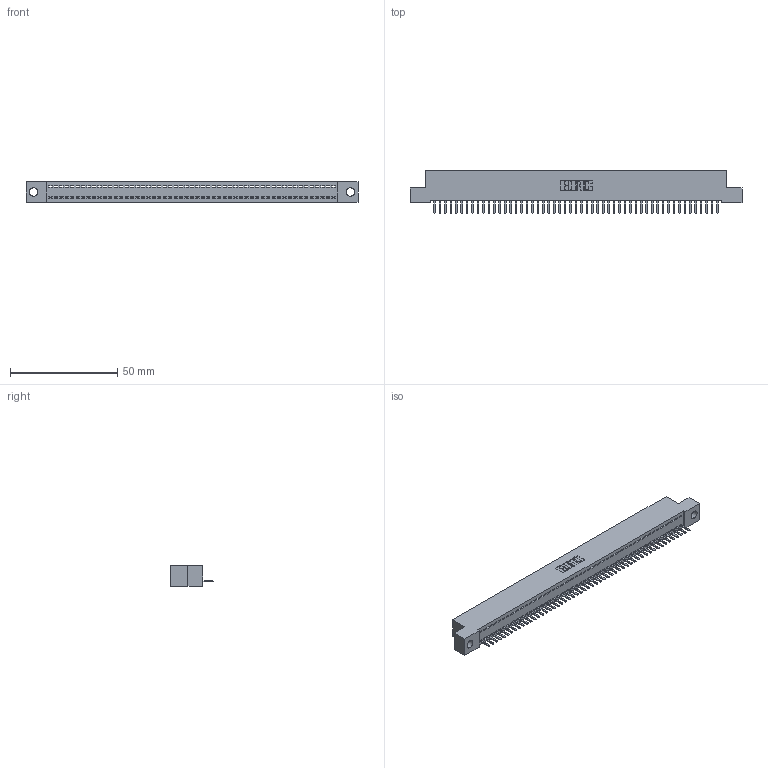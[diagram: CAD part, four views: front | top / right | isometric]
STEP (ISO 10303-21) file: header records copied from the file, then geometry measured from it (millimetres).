
FILE_DESCRIPTION (( 'STEP AP203' ), '1' );
FILE_NAME ('392-053-520-104.STEP', '2018-08-17T06:53:53', ( '' ), ( '' ), 'SwSTEP 2.0', 'SolidWorks 2016', '' );
FILE_SCHEMA (( 'CONFIG_CONTROL_DESIGN' ));
Length unit declared in the file: inch
Products named in the file (3): 342 Part_.156 TH; 345-292-001_345-293-120; 392-053-520-104
Assembly tree (54 placements, depth 2):
  392-053-520-104
    342 Part_.156 TH
    345-292-001_345-293-120  x53
Bounding box: 154.94 x 20.02 x 9.4 mm (x, y, z)
Volume: 13386.2 mm3; surface area: 19193.6 mm2
Topology: 54 solids, 54 shells, 3396 faces, 10051 edges, 6558 vertices
Faces by surface type: plane 2398, cylinder 998
Entity records: 30963 total; most frequent: CARTESIAN_POINT 5357, ORIENTED_EDGE 5334, DIRECTION 4485, EDGE_CURVE 2667, LINE 2535, VECTOR 2535, VERTEX_POINT 1774, AXIS2_PLACEMENT_3D 975
